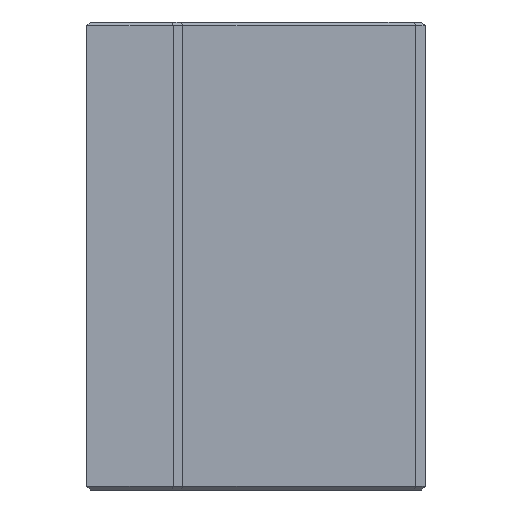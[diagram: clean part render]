
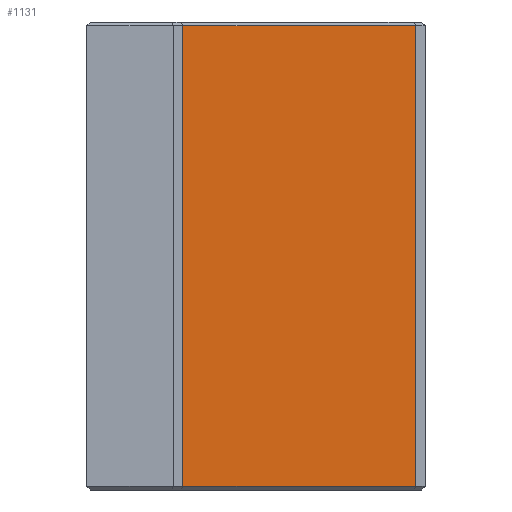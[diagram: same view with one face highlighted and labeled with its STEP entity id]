
A CAD part, left-side view. The second image highlights one B-rep face of the part: STEP entity #1131.
In plain terms, the highlighted planar face has unit normal (-1, 0, 0).
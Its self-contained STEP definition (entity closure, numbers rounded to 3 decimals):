
#153 = VERTEX_POINT ( 'NONE', #1546 ) ;
#154 = VERTEX_POINT ( 'NONE', #1547 ) ;
#159 = VERTEX_POINT ( 'NONE', #1552 ) ;
#171 = VERTEX_POINT ( 'NONE', #1564 ) ;
#239 = EDGE_LOOP ( 'NONE', ( #453, #454, #455, #456 ) ) ;
#453 = ORIENTED_EDGE ( 'NONE', *, *, #1020, .T. ) ;
#454 = ORIENTED_EDGE ( 'NONE', *, *, #1022, .T. ) ;
#455 = ORIENTED_EDGE ( 'NONE', *, *, #1023, .F. ) ;
#456 = ORIENTED_EDGE ( 'NONE', *, *, #1024, .T. ) ;
#1020 = EDGE_CURVE ( 'NONE', #154, #153, #3174, .T. ) ;
#1022 = EDGE_CURVE ( 'NONE', #153, #171, #3178, .T. ) ;
#1023 = EDGE_CURVE ( 'NONE', #159, #171, #3180, .T. ) ;
#1024 = EDGE_CURVE ( 'NONE', #159, #154, #3153, .T. ) ;
#1131 = ADVANCED_FACE ( 'NONE', ( #3395 ), #2401, .F. ) ;
#1444 = AXIS2_PLACEMENT_3D ( 'NONE', #2400, #2403, #2404 ) ;
#1546 = CARTESIAN_POINT ( 'NONE',  ( -28.663, 13.663, -32. ) ) ;
#1547 = CARTESIAN_POINT ( 'NONE',  ( -28.663, 13.663, 32. ) ) ;
#1552 = CARTESIAN_POINT ( 'NONE',  ( -28.663, -18.663, 32. ) ) ;
#1564 = CARTESIAN_POINT ( 'NONE',  ( -28.663, -18.663, -32. ) ) ;
#2148 = CARTESIAN_POINT ( 'NONE',  ( -28.663, 13.663, 32.5 ) ) ;
#2149 = DIRECTION ( 'NONE',  ( 0., 0., -1. ) ) ;
#2150 = CARTESIAN_POINT ( 'NONE',  ( -28.663, 13.663, 32. ) ) ;
#2152 = CARTESIAN_POINT ( 'NONE',  ( -28.663, 13.663, -32. ) ) ;
#2153 = DIRECTION ( 'NONE',  ( 0., -1., 0. ) ) ;
#2154 = CARTESIAN_POINT ( 'NONE',  ( -28.663, -18.663, 32.5 ) ) ;
#2155 = DIRECTION ( 'NONE',  ( 0., 0., -1. ) ) ;
#2157 = DIRECTION ( 'NONE',  ( 0., 1., 0. ) ) ;
#2400 = CARTESIAN_POINT ( 'NONE',  ( -28.663, 13.663, 32.5 ) ) ;
#2401 = PLANE ( 'NONE',  #1444 ) ;
#2403 = DIRECTION ( 'NONE',  ( 1., 0., 0. ) ) ;
#2404 = DIRECTION ( 'NONE',  ( 0., 1., 0. ) ) ;
#3153 = LINE ( 'NONE', #2150, #3182 ) ;
#3174 = LINE ( 'NONE', #2148, #3175 ) ;
#3175 = VECTOR ( 'NONE', #2149, 1000. ) ;
#3178 = LINE ( 'NONE', #2152, #3179 ) ;
#3179 = VECTOR ( 'NONE', #2153, 1000. ) ;
#3180 = LINE ( 'NONE', #2154, #3181 ) ;
#3181 = VECTOR ( 'NONE', #2155, 1000. ) ;
#3182 = VECTOR ( 'NONE', #2157, 1000. ) ;
#3395 = FACE_OUTER_BOUND ( 'NONE', #239, .T. ) ;
